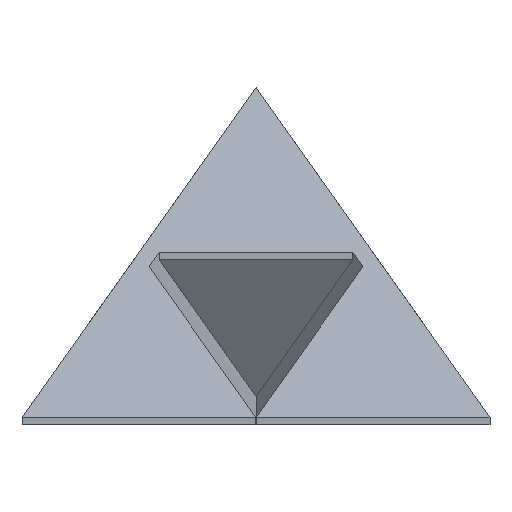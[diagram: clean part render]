
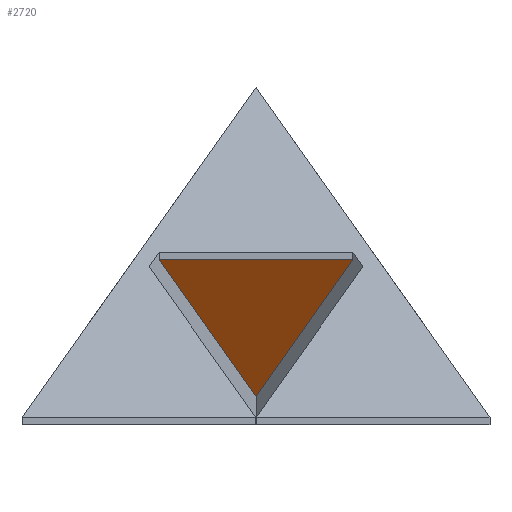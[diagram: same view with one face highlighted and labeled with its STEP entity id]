
A CAD part, front view. The second image highlights one B-rep face of the part: STEP entity #2720.
In plain terms, the highlighted planar face has unit normal (0, -0.816, -0.578).
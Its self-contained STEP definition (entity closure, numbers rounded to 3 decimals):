
#352 = PLANE('',#353);
#353 = AXIS2_PLACEMENT_3D('',#354,#355,#356);
#354 = CARTESIAN_POINT('',(0.783,0.217,0.624)
  );
#355 = DIRECTION('',(-0.707,0.707,0.)
  );
#356 = DIRECTION('',(0.5,0.5,0.707));
#380 = PLANE('',#381);
#381 = AXIS2_PLACEMENT_3D('',#382,#383,#384);
#382 = CARTESIAN_POINT('',(-0.783,0.217,0.624
    ));
#383 = DIRECTION('',(0.707,0.707,0.)
  );
#384 = DIRECTION('',(0.5,-0.5,-0.707));
#1234 = VERTEX_POINT('',#1235);
#1235 = CARTESIAN_POINT('',(0.,-0.566,
    0.8));
#1256 = EDGE_CURVE('',#1234,#1257,#1259,.T.);
#1257 = VERTEX_POINT('',#1258);
#1258 = CARTESIAN_POINT('',(2.738,-3.304,4.67));
#1259 = SURFACE_CURVE('',#1260,(#1264,#1270),.PCURVE_S1.);
#1260 = LINE('',#1261,#1262);
#1261 = CARTESIAN_POINT('',(-0.852,0.286,
    -0.405));
#1262 = VECTOR('',#1263,1.);
#1263 = DIRECTION('',(0.5,-0.5,0.707));
#1264 = PCURVE('',#380,#1265);
#1265 = DEFINITIONAL_REPRESENTATION('',(#1266),#1269);
#1266 = B_SPLINE_CURVE_WITH_KNOTS('',1,(#1267,#1268),.UNSPECIFIED.,.F.,
  .F.,(2,2),(1.138,7.178),.PIECEWISE_BEZIER_KNOTS.);
#1267 = CARTESIAN_POINT('',(0.659,-0.341));
#1268 = CARTESIAN_POINT('',(0.66,-6.381));
#1269 = ( GEOMETRIC_REPRESENTATION_CONTEXT(2) 
PARAMETRIC_REPRESENTATION_CONTEXT() REPRESENTATION_CONTEXT('2D SPACE',''
  ) );
#1270 = PCURVE('',#1271,#1276);
#1271 = PLANE('',#1272);
#1272 = AXIS2_PLACEMENT_3D('',#1273,#1274,#1275);
#1273 = CARTESIAN_POINT('',(-3.304,0.,0.));
#1274 = DIRECTION('',(0.,0.816,0.578)
  );
#1275 = DIRECTION('',(0.,0.578,-0.816)
  );
#1276 = DEFINITIONAL_REPRESENTATION('',(#1277),#1280);
#1277 = B_SPLINE_CURVE_WITH_KNOTS('',1,(#1278,#1279),.UNSPECIFIED.,.F.,
  .F.,(2,2),(1.138,7.178),.PIECEWISE_BEZIER_KNOTS.);
#1278 = CARTESIAN_POINT('',(-0.49,-3.021));
#1279 = CARTESIAN_POINT('',(-5.72,-6.041));
#1280 = ( GEOMETRIC_REPRESENTATION_CONTEXT(2) 
PARAMETRIC_REPRESENTATION_CONTEXT() REPRESENTATION_CONTEXT('2D SPACE',''
  ) );
#1297 = PLANE('',#1298);
#1298 = AXIS2_PLACEMENT_3D('',#1299,#1300,#1301);
#1299 = CARTESIAN_POINT('',(0.,-3.304,6.244
    ));
#1300 = DIRECTION('',(-0.,-1.,-0.));
#1301 = DIRECTION('',(0.,0.,-1.));
#1386 = EDGE_CURVE('',#1234,#1387,#1389,.T.);
#1387 = VERTEX_POINT('',#1388);
#1388 = CARTESIAN_POINT('',(-2.738,-3.304,4.67));
#1389 = SURFACE_CURVE('',#1390,(#1394,#1400),.PCURVE_S1.);
#1390 = LINE('',#1391,#1392);
#1391 = CARTESIAN_POINT('',(0.026,-0.54,
    0.763));
#1392 = VECTOR('',#1393,1.);
#1393 = DIRECTION('',(-0.5,-0.5,0.707));
#1394 = PCURVE('',#352,#1395);
#1395 = DEFINITIONAL_REPRESENTATION('',(#1396),#1399);
#1396 = B_SPLINE_CURVE_WITH_KNOTS('',1,(#1397,#1398),.UNSPECIFIED.,.F.,
  .F.,(2,2),(-0.514,5.526),.PIECEWISE_BEZIER_KNOTS.);
#1397 = CARTESIAN_POINT('',(-0.659,-0.341));
#1398 = CARTESIAN_POINT('',(-0.66,-6.381));
#1399 = ( GEOMETRIC_REPRESENTATION_CONTEXT(2) 
PARAMETRIC_REPRESENTATION_CONTEXT() REPRESENTATION_CONTEXT('2D SPACE',''
  ) );
#1400 = PCURVE('',#1271,#1401);
#1401 = DEFINITIONAL_REPRESENTATION('',(#1402),#1405);
#1402 = B_SPLINE_CURVE_WITH_KNOTS('',1,(#1403,#1404),.UNSPECIFIED.,.F.,
  .F.,(2,2),(-0.514,5.526),.PIECEWISE_BEZIER_KNOTS.);
#1403 = CARTESIAN_POINT('',(-0.49,-3.586));
#1404 = CARTESIAN_POINT('',(-5.72,-0.566));
#1405 = ( GEOMETRIC_REPRESENTATION_CONTEXT(2) 
PARAMETRIC_REPRESENTATION_CONTEXT() REPRESENTATION_CONTEXT('2D SPACE',''
  ) );
#2699 = EDGE_CURVE('',#1387,#1257,#2700,.T.);
#2700 = SURFACE_CURVE('',#2701,(#2705,#2712),.PCURVE_S1.);
#2701 = LINE('',#2702,#2703);
#2702 = CARTESIAN_POINT('',(-3.304,-3.304,4.67));
#2703 = VECTOR('',#2704,1.);
#2704 = DIRECTION('',(1.,0.,0.));
#2705 = PCURVE('',#1297,#2706);
#2706 = DEFINITIONAL_REPRESENTATION('',(#2707),#2711);
#2707 = LINE('',#2708,#2709);
#2708 = CARTESIAN_POINT('',(1.574,-3.304));
#2709 = VECTOR('',#2710,1.);
#2710 = DIRECTION('',(0.,1.));
#2711 = ( GEOMETRIC_REPRESENTATION_CONTEXT(2) 
PARAMETRIC_REPRESENTATION_CONTEXT() REPRESENTATION_CONTEXT('2D SPACE',''
  ) );
#2712 = PCURVE('',#1271,#2713);
#2713 = DEFINITIONAL_REPRESENTATION('',(#2714),#2718);
#2714 = LINE('',#2715,#2716);
#2715 = CARTESIAN_POINT('',(-5.72,0.));
#2716 = VECTOR('',#2717,1.);
#2717 = DIRECTION('',(0.,-1.));
#2718 = ( GEOMETRIC_REPRESENTATION_CONTEXT(2) 
PARAMETRIC_REPRESENTATION_CONTEXT() REPRESENTATION_CONTEXT('2D SPACE',''
  ) );
#2720 = ADVANCED_FACE('',(#2721),#1271,.F.);
#2721 = FACE_BOUND('',#2722,.T.);
#2722 = EDGE_LOOP('',(#2723,#2724,#2725));
#2723 = ORIENTED_EDGE('',*,*,#2699,.F.);
#2724 = ORIENTED_EDGE('',*,*,#1386,.F.);
#2725 = ORIENTED_EDGE('',*,*,#1256,.T.);
